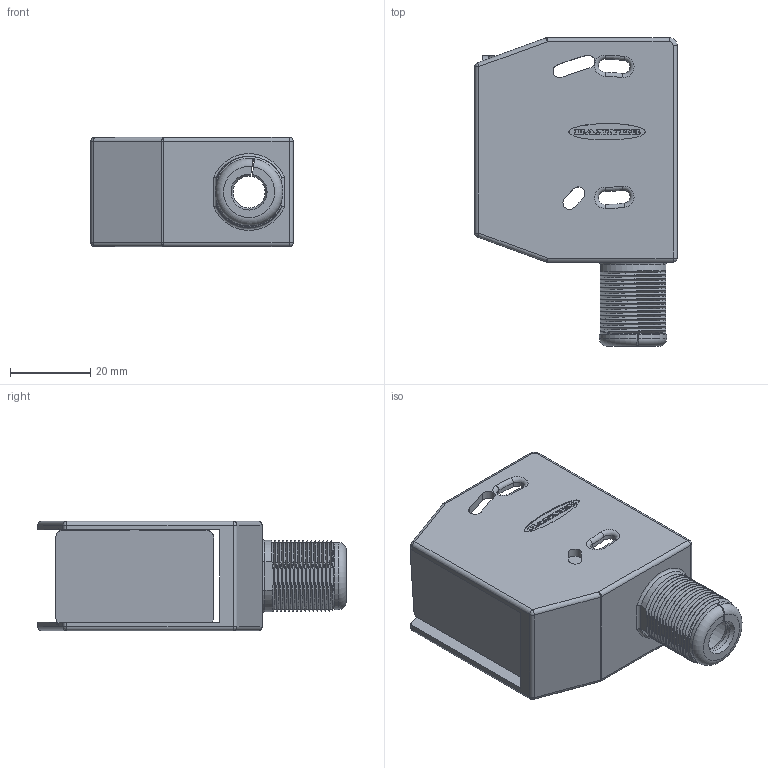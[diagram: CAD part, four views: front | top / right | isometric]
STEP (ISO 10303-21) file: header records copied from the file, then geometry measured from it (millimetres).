
FILE_DESCRIPTION((''),'2;1');
FILE_NAME('156786_SW','2011-10-06T',('banengservice'),('BANNER ENGINEERING'),'PRO/ENGINEER BY PARAMETRIC TECHNOLOGY CORPORATION, 2009141','PRO/ENGINEER BY PARAMETRIC TECHNOLOGY CORPORATION, 2009141','');
FILE_SCHEMA(('CONFIG_CONTROL_DESIGN'));
Length unit declared in the file: inch
Products named in the file (1): 156786_SW
Bounding box: 50.5 x 77 x 27.3 mm (x, y, z)
Volume: 17812.7 mm3; surface area: 18923.1 mm2
Topology: 1 solids, 1 shells, 842 faces, 2404 edges, 1582 vertices
Faces by surface type: plane 536, extrusion 150, cylinder 106, torus 23, sphere 10, bspline 10, cone 7
Entity records: 34064 total; most frequent: CARTESIAN_POINT 12816, ORIENTED_EDGE 4808, DIRECTION 3641, EDGE_CURVE 2404, VECTOR 1877, LINE 1727, VERTEX_POINT 1582, EDGE_LOOP 884
